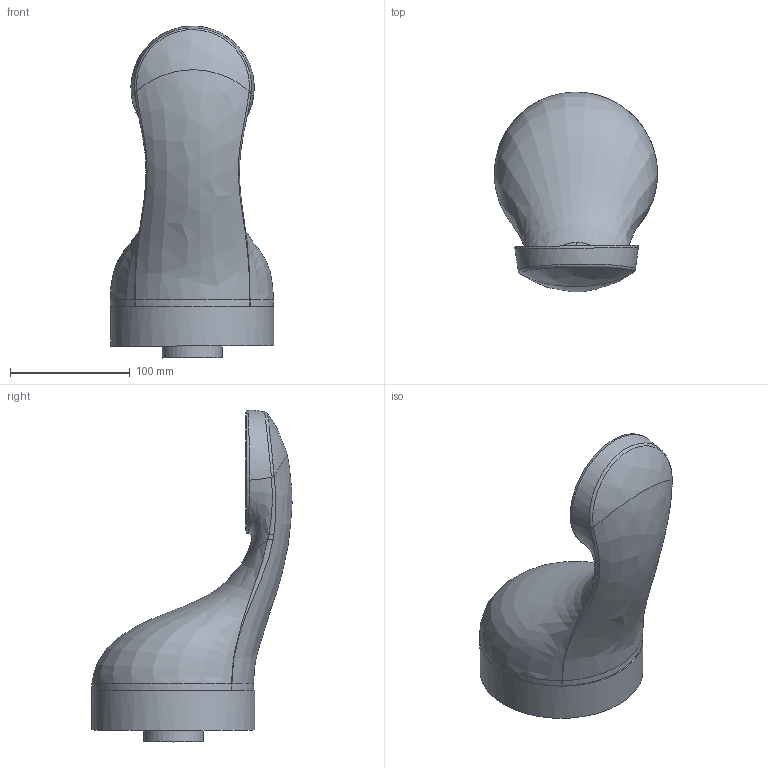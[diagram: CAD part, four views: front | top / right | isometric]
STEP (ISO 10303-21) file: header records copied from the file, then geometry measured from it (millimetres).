
FILE_DESCRIPTION (( 'STEP AP203' ), '1' );
FILE_NAME ('link5_Default_sldprt.STEP', '2025-01-17T10:21:57', ( '' ), ( '' ), 'SwSTEP 2.0', 'SolidWorks 2022', '' );
FILE_SCHEMA (( 'CONFIG_CONTROL_DESIGN' ));
Length unit declared in the file: millimetre
Products named in the file (1): link5_Default_sldprt
Bounding box: 136.21 x 167.02 x 277.03 mm (x, y, z)
Volume: 1692932.6 mm3; surface area: 112676.4 mm2
Topology: 1 solids, 1 shells, 33 faces, 72 edges, 43 vertices
Faces by surface type: bspline 16, cylinder 8, plane 7, torus 1, sphere 1
Full cylindrical faces by diameter (mm): 50 x2
Entity records: 11595 total; most frequent: CARTESIAN_POINT 10961, ORIENTED_EDGE 138, DIRECTION 71, EDGE_CURVE 69, VERTEX_POINT 43, EDGE_LOOP 38, B_SPLINE_CURVE_WITH_KNOTS 38, FACE_OUTER_BOUND 36
